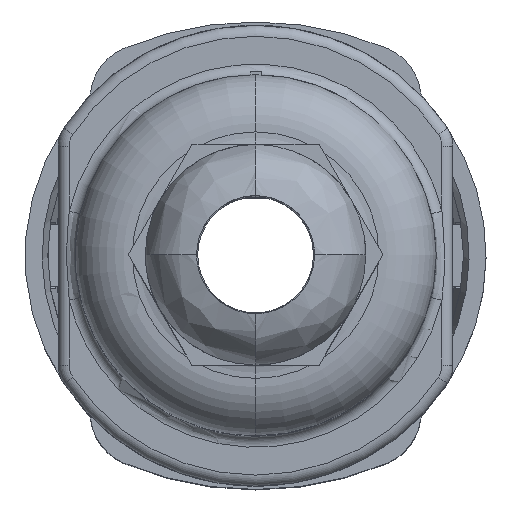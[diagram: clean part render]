
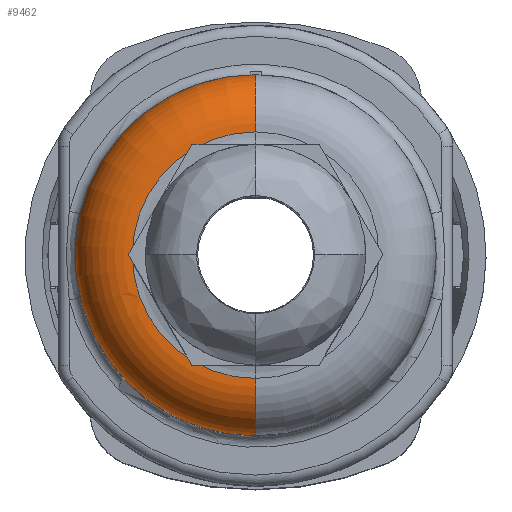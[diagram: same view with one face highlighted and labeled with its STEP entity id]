
A CAD part, top view. The second image highlights one B-rep face of the part: STEP entity #9462.
In plain terms, the highlighted toroidal (fillet/blend) face has major radius 11.375 mm and minor radius 5 mm.
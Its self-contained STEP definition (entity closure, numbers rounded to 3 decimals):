
#9435=AXIS2_PLACEMENT_3D('Torus Axis2P3D',#9432,#9433,#9434) ;
#9439=AXIS2_PLACEMENT_3D('Circle Axis2P3D',#9437,#9438,$) ;
#9446=AXIS2_PLACEMENT_3D('Circle Axis2P3D',#9444,#9445,$) ;
#9453=AXIS2_PLACEMENT_3D('Circle Axis2P3D',#9451,#9452,$) ;
#9203=CARTESIAN_POINT('Vertex',(20.9,4.825,67.75)) ;
#9207=CARTESIAN_POINT('Control Point',(20.9,37.575,67.75)) ;
#9208=CARTESIAN_POINT('Control Point',(18.328,37.575,67.75)) ;
#9209=CARTESIAN_POINT('Control Point',(15.756,37.07,67.75)) ;
#9210=CARTESIAN_POINT('Control Point',(13.316,36.059,67.75)) ;
#9211=CARTESIAN_POINT('Control Point',(8.964,33.136,67.75)) ;
#9212=CARTESIAN_POINT('Control Point',(6.041,28.784,67.75)) ;
#9213=CARTESIAN_POINT('Control Point',(5.03,26.344,67.75)) ;
#9214=CARTESIAN_POINT('Control Point',(4.02,21.2,67.75)) ;
#9215=CARTESIAN_POINT('Control Point',(5.03,16.056,67.75)) ;
#9216=CARTESIAN_POINT('Control Point',(6.041,13.616,67.75)) ;
#9217=CARTESIAN_POINT('Control Point',(8.964,9.264,67.75)) ;
#9218=CARTESIAN_POINT('Control Point',(13.316,6.341,67.75)) ;
#9219=CARTESIAN_POINT('Control Point',(15.756,5.33,67.75)) ;
#9220=CARTESIAN_POINT('Control Point',(18.328,4.825,67.75)) ;
#9221=CARTESIAN_POINT('Control Point',(20.9,4.825,67.75)) ;
#9222=CARTESIAN_POINT('Vertex',(20.9,37.575,67.75)) ;
#9432=CARTESIAN_POINT('Axis2P3D Location',(20.9,21.2,67.75)) ;
#9437=CARTESIAN_POINT('Axis2P3D Location',(20.9,9.825,67.75)) ;
#9441=CARTESIAN_POINT('Vertex',(20.9,10.019,72.746)) ;
#9444=CARTESIAN_POINT('Axis2P3D Location',(20.9,21.2,72.746)) ;
#9448=CARTESIAN_POINT('Vertex',(20.9,32.381,72.746)) ;
#9451=CARTESIAN_POINT('Axis2P3D Location',(20.9,32.575,67.75)) ;
#9433=DIRECTION('Axis2P3D Direction',(0.,0.,1.)) ;
#9434=DIRECTION('Axis2P3D XDirection',(0.,1.,0.)) ;
#9438=DIRECTION('Axis2P3D Direction',(-1.,0.,0.)) ;
#9445=DIRECTION('Axis2P3D Direction',(0.,0.,1.)) ;
#9452=DIRECTION('Axis2P3D Direction',(1.,0.,0.)) ;
#9457=ORIENTED_EDGE('',*,*,#9224,.T.) ;
#9458=ORIENTED_EDGE('',*,*,#9443,.F.) ;
#9459=ORIENTED_EDGE('',*,*,#9450,.F.) ;
#9460=ORIENTED_EDGE('',*,*,#9455,.T.) ;
#9462=ADVANCED_FACE('Hauptk\X2\00F6\X0\rper',(#9461),#9436,.T.) ;
#9206=B_SPLINE_CURVE_WITH_KNOTS('',5,(#9207,#9208,#9209,#9210,#9211,#9212,#9213,#9214,#9215,#9216,#9217,#9218,#9219,#9220,#9221),.UNSPECIFIED.,.F.,.U.,(6,3,3,3,6),(-25.722,-12.861,0.,12.861,25.722),.UNSPECIFIED.) ;
#9440=CIRCLE('generated circle',#9439,5.) ;
#9447=CIRCLE('generated circle',#9446,11.181) ;
#9454=CIRCLE('generated circle',#9453,5.) ;
#9436=TOROIDAL_SURFACE('homeo Torus',#9435,11.375,5.) ;
#9224=EDGE_CURVE('',#9223,#9204,#9206,.T.) ;
#9443=EDGE_CURVE('',#9442,#9204,#9440,.F.) ;
#9450=EDGE_CURVE('',#9449,#9442,#9447,.T.) ;
#9455=EDGE_CURVE('',#9449,#9223,#9454,.F.) ;
#9456=EDGE_LOOP('',(#9457,#9458,#9459,#9460)) ;
#9461=FACE_OUTER_BOUND('',#9456,.T.) ;
#9204=VERTEX_POINT('',#9203) ;
#9223=VERTEX_POINT('',#9222) ;
#9442=VERTEX_POINT('',#9441) ;
#9449=VERTEX_POINT('',#9448) ;
